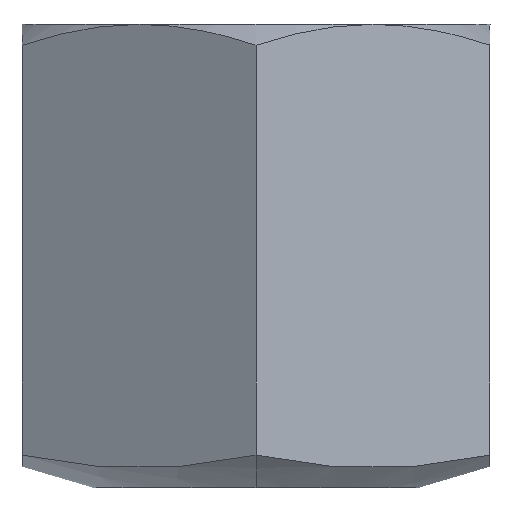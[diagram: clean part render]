
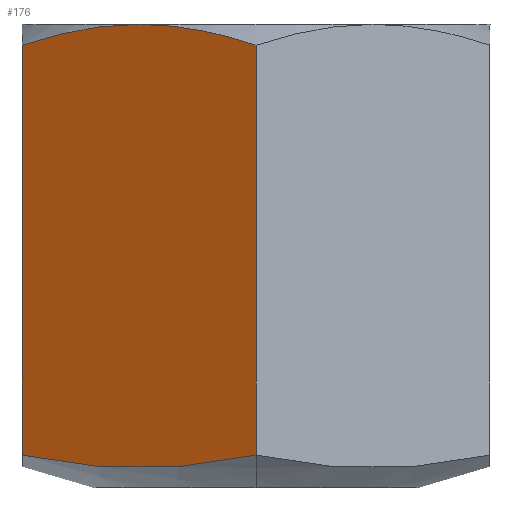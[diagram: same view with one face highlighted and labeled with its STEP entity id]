
A CAD part, front view. The second image highlights one B-rep face of the part: STEP entity #176.
In plain terms, the highlighted planar face has unit normal (-0.5, -0.866, 0).
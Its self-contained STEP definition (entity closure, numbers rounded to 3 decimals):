
#8 = VERTEX_POINT ( 'NONE', #283 ) ;
#55 = EDGE_CURVE ( 'NONE', #194, #192, #288, .T. ) ;
#125 = ORIENTED_EDGE ( 'NONE', *, *, #128, .T. ) ;
#127 = VERTEX_POINT ( 'NONE', #469 ) ;
#128 = EDGE_CURVE ( 'NONE', #135, #8, #440, .T. ) ;
#130 = ORIENTED_EDGE ( 'NONE', *, *, #132, .T. ) ;
#131 = EDGE_CURVE ( 'NONE', #127, #8, #441, .T. ) ;
#132 = EDGE_CURVE ( 'NONE', #127, #194, #499, .T. ) ;
#135 = VERTEX_POINT ( 'NONE', #503 ) ;
#176 = ADVANCED_FACE ( 'NONE', ( #707 ), #650, .F. ) ;
#177 = ORIENTED_EDGE ( 'NONE', *, *, #55, .T. ) ;
#185 = ORIENTED_EDGE ( 'NONE', *, *, #188, .T. ) ;
#188 = EDGE_CURVE ( 'NONE', #192, #135, #647, .T. ) ;
#189 = EDGE_LOOP ( 'NONE', ( #185, #125, #190, #130, #177 ) ) ;
#190 = ORIENTED_EDGE ( 'NONE', *, *, #131, .F. ) ;
#192 = VERTEX_POINT ( 'NONE', #649 ) ;
#194 = VERTEX_POINT ( 'NONE', #655 ) ;
#262 = CARTESIAN_POINT ( 'NONE',  ( -4.592, -3.122, 9.689 ) ) ;
#263 = CARTESIAN_POINT ( 'NONE',  ( -4.181, -3.36, 9.802 ) ) ;
#264 = CARTESIAN_POINT ( 'NONE',  ( -3.556, -3.72, 9.918 ) ) ;
#265 = CARTESIAN_POINT ( 'NONE',  ( -3.347, -3.841, 9.949 ) ) ;
#266 = CARTESIAN_POINT ( 'NONE',  ( -2.925, -4.085, 9.989 ) ) ;
#267 = CARTESIAN_POINT ( 'NONE',  ( -2.712, -4.208, 10. ) ) ;
#283 = CARTESIAN_POINT ( 'NONE',  ( 0., -5.774, 0.794 ) ) ;
#287 = CARTESIAN_POINT ( 'NONE',  ( -5., -2.887, 9.553 ) ) ;
#288 = B_SPLINE_CURVE_WITH_KNOTS ( 'NONE', 3,
 ( #379, #267, #266, #265, #264, #263, #262, #287 ),
 .UNSPECIFIED., .F., .F.,
 ( 4, 2, 2, 4 ),
 ( 0.003, 0.004, 0.004, 0.006 ),
 .UNSPECIFIED. ) ;
#379 = CARTESIAN_POINT ( 'NONE',  ( -2.5, -4.33, 10. ) ) ;
#436 = AXIS2_PLACEMENT_3D ( 'NONE', #461, #460, #459 ) ;
#437 = CARTESIAN_POINT ( 'NONE',  ( 0., -5.774, 25.275 ) ) ;
#440 = CIRCLE ( 'NONE', #436, 15.199 ) ;
#441 = LINE ( 'NONE', #437, #446 ) ;
#445 = DIRECTION ( 'NONE',  ( 0., 0., -1. ) ) ;
#446 = VECTOR ( 'NONE', #445, 1000. ) ;
#459 = DIRECTION ( 'NONE',  ( -0.866, 0.5, 0. ) ) ;
#460 = DIRECTION ( 'NONE',  ( -0.5, -0.866, 0. ) ) ;
#461 = CARTESIAN_POINT ( 'NONE',  ( -2.5, -4.33, 15.716 ) ) ;
#469 = CARTESIAN_POINT ( 'NONE',  ( 0., -5.774, 9.553 ) ) ;
#498 = CARTESIAN_POINT ( 'NONE',  ( 0., -5.774, 9.553 ) ) ;
#499 = B_SPLINE_CURVE_WITH_KNOTS ( 'NONE', 3,
 ( #498, #507, #506, #505 ),
 .UNSPECIFIED., .F., .F.,
 ( 4, 4 ),
 ( 0., 0.003 ),
 .UNSPECIFIED. ) ;
#503 = CARTESIAN_POINT ( 'NONE',  ( -5., -2.887, 0.794 ) ) ;
#505 = CARTESIAN_POINT ( 'NONE',  ( -2.5, -4.33, 10. ) ) ;
#506 = CARTESIAN_POINT ( 'NONE',  ( -1.648, -4.822, 10. ) ) ;
#507 = CARTESIAN_POINT ( 'NONE',  ( -0.818, -5.301, 9.826 ) ) ;
#644 = CARTESIAN_POINT ( 'NONE',  ( -5., -2.887, 25.275 ) ) ;
#645 = VECTOR ( 'NONE', #702, 1000. ) ;
#647 = LINE ( 'NONE', #661, #645 ) ;
#649 = CARTESIAN_POINT ( 'NONE',  ( -5., -2.887, 9.553 ) ) ;
#650 = PLANE ( 'NONE',  #651 ) ;
#651 = AXIS2_PLACEMENT_3D ( 'NONE', #644, #711, #710 ) ;
#655 = CARTESIAN_POINT ( 'NONE',  ( -2.5, -4.33, 10. ) ) ;
#661 = CARTESIAN_POINT ( 'NONE',  ( -5., -2.887, 25.275 ) ) ;
#702 = DIRECTION ( 'NONE',  ( 0., 0., -1. ) ) ;
#707 = FACE_OUTER_BOUND ( 'NONE', #189, .T. ) ;
#710 = DIRECTION ( 'NONE',  ( -0.866, 0.5, 0. ) ) ;
#711 = DIRECTION ( 'NONE',  ( 0.5, 0.866, 0. ) ) ;
